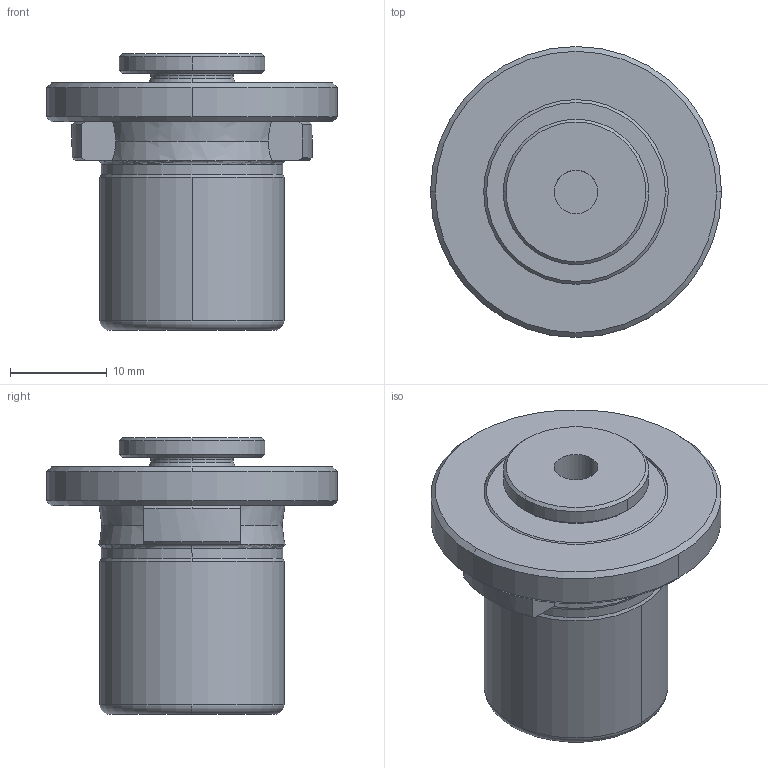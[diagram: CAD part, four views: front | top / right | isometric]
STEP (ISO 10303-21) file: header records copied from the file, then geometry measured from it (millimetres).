
FILE_DESCRIPTION (( 'STEP AP203' ), '1' );
FILE_NAME ('KWE1 DIA 4.50 SQ 3.4.STEP', '2019-04-13T05:26:26', ( '' ), ( '' ), 'SwSTEP 2.0', 'SolidWorks 2014', '' );
FILE_SCHEMA (( 'CONFIG_CONTROL_DESIGN' ));
Length unit declared in the file: millimetre
Products named in the file (1): KWE1 DIA 4.50 SQ 3.4
Bounding box: 30 x 30 x 28.5 mm (x, y, z)
Volume: 9269.3 mm3; surface area: 3623.7 mm2
Topology: 1 solids, 1 shells, 59 faces, 148 edges, 96 vertices
Faces by surface type: cone 20, cylinder 16, plane 13, bspline 6, torus 4
Entity records: 2157 total; most frequent: CARTESIAN_POINT 674, DIRECTION 306, ORIENTED_EDGE 296, EDGE_CURVE 148, AXIS2_PLACEMENT_3D 132, VERTEX_POINT 96, CIRCLE 78, EDGE_LOOP 64
